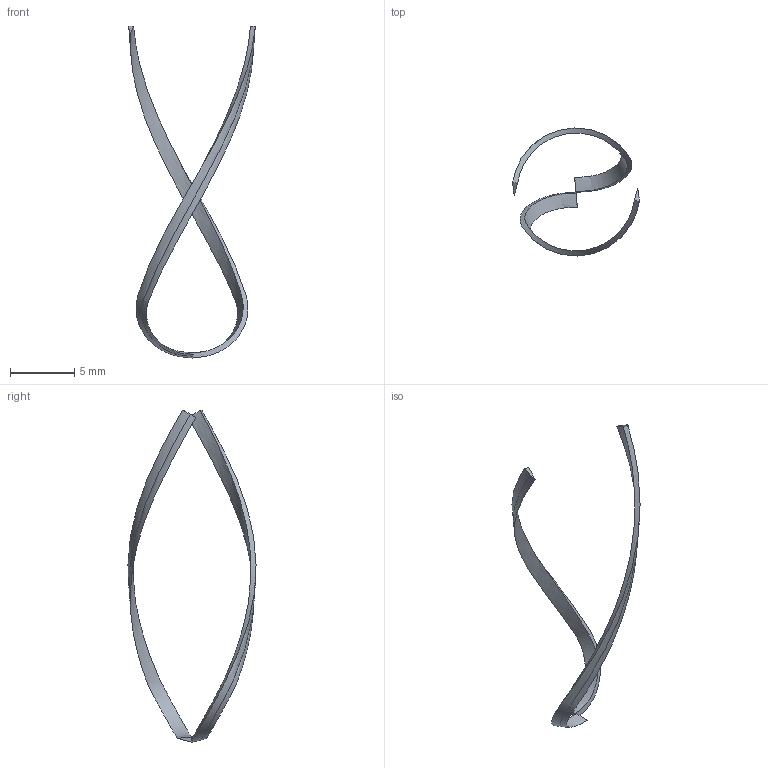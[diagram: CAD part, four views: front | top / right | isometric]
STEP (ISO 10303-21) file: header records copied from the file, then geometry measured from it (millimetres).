
FILE_DESCRIPTION(/* description */ (''),/* implementation_level */ '2;1');
FILE_NAME(/* name */ 'test_formi.stp',/* time_stamp */ '2014-11-18T07:32:21+01:00',/* author */ ('FOA'),/* organization */ (''),/* preprocessor_version */ 'ST-DEVELOPER v15.6',/* originating_system */ 'Autodesk Inventor 2015',/* authorisation */ '');
FILE_SCHEMA (('AUTOMOTIVE_DESIGN { 1 0 10303 214 3 1 1 }'));
Length unit declared in the file: millimetre
Products named in the file (1): test
Bounding box: 9.89 x 10 x 25.9 mm (x, y, z)
Volume: 14.3 mm3; surface area: 170.9 mm2
Topology: 2 solids, 2 shells, 14 faces, 30 edges, 20 vertices
Faces by surface type: bspline 9, plane 5
Entity records: 11049 total; most frequent: CARTESIAN_POINT 10770, ORIENTED_EDGE 60, EDGE_CURVE 30, DIRECTION 29, VERTEX_POINT 20, LINE 17, VECTOR 17, FACE_OUTER_BOUND 14
